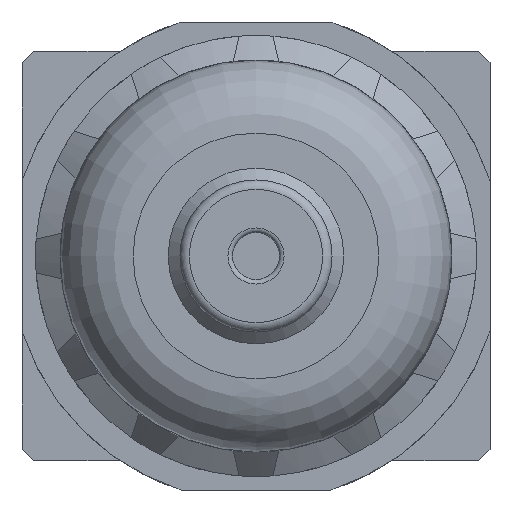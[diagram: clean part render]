
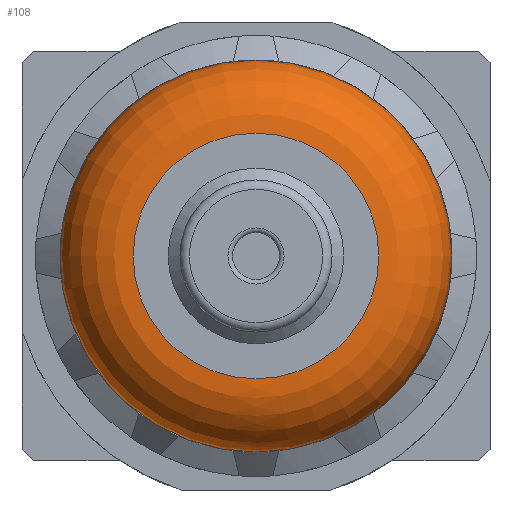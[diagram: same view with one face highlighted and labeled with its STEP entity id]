
A CAD part, front view. The second image highlights one B-rep face of the part: STEP entity #108.
In plain terms, the highlighted toroidal (fillet/blend) face has major radius 10.754 mm and minor radius 6 mm.
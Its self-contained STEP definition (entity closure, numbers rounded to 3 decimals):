
#108 = ADVANCED_FACE( '', ( #566, #567, #568 ), #569, .T. );
#566 = FACE_BOUND( '', #1436, .T. );
#567 = FACE_OUTER_BOUND( '', #1437, .T. );
#568 = FACE_OUTER_BOUND( '', #1438, .T. );
#569 = TOROIDAL_SURFACE( '', #1439, 10.754, 6. );
#1436 = VERTEX_LOOP( '', #2526 );
#1437 = EDGE_LOOP( '', ( #2527 ) );
#1438 = EDGE_LOOP( '', ( #2528 ) );
#1439 = AXIS2_PLACEMENT_3D( '', #2529, #2530, #2531 );
#2526 = VERTEX_POINT( '', #5909 );
#2527 = ORIENTED_EDGE( '', *, *, #5910, .T. );
#2528 = ORIENTED_EDGE( '', *, *, #5908, .F. );
#2529 = CARTESIAN_POINT( '', ( 0., -91.005, 0. ) );
#2530 = DIRECTION( '', ( 0., -1., 0. ) );
#2531 = DIRECTION( '', ( 0., 0., -1. ) );
#5908 = EDGE_CURVE( '', #7165, #7165, #7166, .T. );
#5909 = CARTESIAN_POINT( '', ( 0., -91.005, -16.754 ) );
#5910 = EDGE_CURVE( '', #7167, #7167, #7168, .T. );
#7165 = VERTEX_POINT( '', #9153 );
#7166 = CIRCLE( '', #9154, 10.5 );
#7167 = VERTEX_POINT( '', #9155 );
#7168 = CIRCLE( '', #9156, 16.75 );
#9153 = CARTESIAN_POINT( '', ( 0., -97., -10.5 ) );
#9154 = AXIS2_PLACEMENT_3D( '', #12041, #12042, #12043 );
#9155 = CARTESIAN_POINT( '', ( 0., -90.799, -16.75 ) );
#9156 = AXIS2_PLACEMENT_3D( '', #12044, #12045, #12046 );
#12041 = CARTESIAN_POINT( '', ( 0., -97., 0. ) );
#12042 = DIRECTION( '', ( 0., -1., 0. ) );
#12043 = DIRECTION( '', ( 0., 0., -1. ) );
#12044 = CARTESIAN_POINT( '', ( 0., -90.799, 0. ) );
#12045 = DIRECTION( '', ( 0., -1., 0. ) );
#12046 = DIRECTION( '', ( 0., 0., -1. ) );
